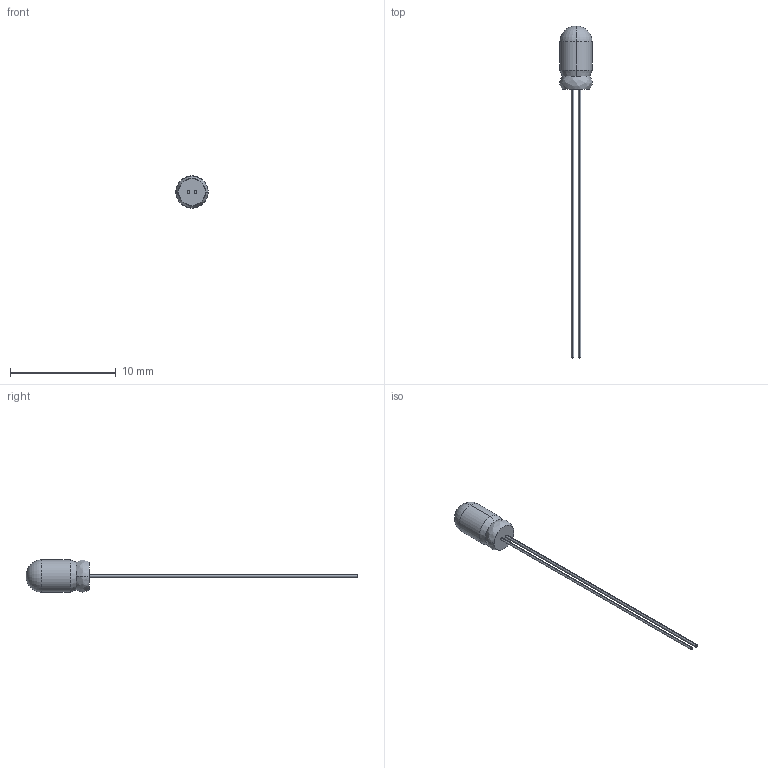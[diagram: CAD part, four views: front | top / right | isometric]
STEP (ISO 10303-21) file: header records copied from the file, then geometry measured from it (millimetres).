
FILE_DESCRIPTION (( 'STEP AP214' ), '1' );
FILE_NAME ('7216_Lamp.STEP', '2020-09-22T23:25:28', ( 'user' ), ( 'Microsoft' ), 'SwSTEP 2.0', 'SolidWorks 2018', '' );
FILE_SCHEMA (( 'AUTOMOTIVE_DESIGN' ));
Length unit declared in the file: millimetre
Products named in the file (1): 7216_Lamp
Bounding box: 3.05 x 31.37 x 3.05 mm (x, y, z)
Volume: 8.6 mm3; surface area: 163.2 mm2
Topology: 4 solids, 5 shells, 42 faces, 88 edges, 52 vertices
Faces by surface type: cylinder 22, plane 8, bspline 4, cone 4, torus 4
Entity records: 1413 total; most frequent: CARTESIAN_POINT 325, DIRECTION 176, ORIENTED_EDGE 168, EDGE_CURVE 84, AXIS2_PLACEMENT_3D 75, VERTEX_POINT 52, FACE_OUTER_BOUND 42, EDGE_LOOP 42
